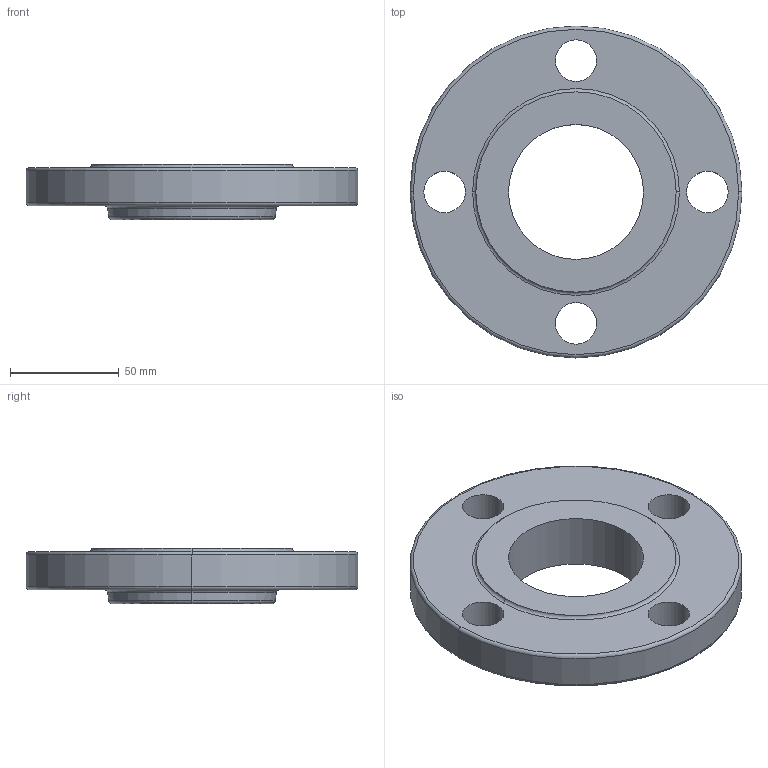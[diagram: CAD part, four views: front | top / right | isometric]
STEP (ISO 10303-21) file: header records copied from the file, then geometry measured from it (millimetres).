
FILE_DESCRIPTION (( 'STEP AP203' ), '1' );
FILE_NAME ('68095K348_Low-Pressure Steel Unthreaded Pipe Flange.STEP', '2023-02-07T16:53:08', ( 'Administrator' ), ( 'Managed by Terraform' ), 'SwSTEP 2.0', 'SolidWorks 2017', '' );
FILE_SCHEMA (( 'CONFIG_CONTROL_DESIGN' ));
Length unit declared in the file: inch
Products named in the file (1): 68095K348_Low-Pressure Steel Unthreaded Pipe Flange
Bounding box: 152.4 x 152.4 x 25.4 mm (x, y, z)
Volume: 262414 mm3; surface area: 46446.9 mm2
Topology: 1 solids, 1 shells, 28 faces, 64 edges, 40 vertices
Faces by surface type: cylinder 12, torus 10, plane 4, cone 2
Entity records: 913 total; most frequent: DIRECTION 172, CARTESIAN_POINT 133, ORIENTED_EDGE 128, AXIS2_PLACEMENT_3D 79, EDGE_CURVE 64, CIRCLE 50, EDGE_LOOP 40, VERTEX_POINT 40
